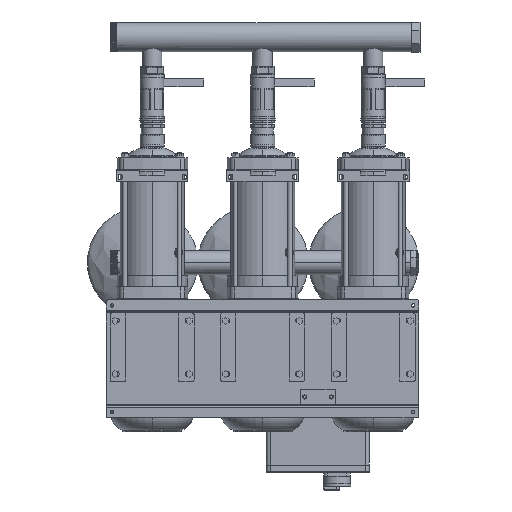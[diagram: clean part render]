
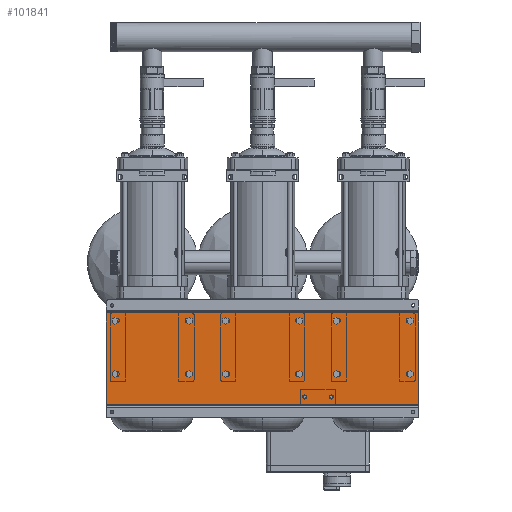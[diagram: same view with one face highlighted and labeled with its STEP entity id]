
A CAD part, front view. The second image highlights one B-rep face of the part: STEP entity #101841.
In plain terms, the highlighted planar face has unit normal (0, -1, 0).
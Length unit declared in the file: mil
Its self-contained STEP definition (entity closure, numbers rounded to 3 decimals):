
#5037 = DIRECTION ( 'NONE',  ( -1., 0., 0. ) ) ;
#11853 = EDGE_CURVE ( 'NONE', #98001, #74205, #28699, .T. ) ;
#12963 = CARTESIAN_POINT ( 'NONE',  ( 16141.732, 2165.354, -4724.409 ) ) ;
#13553 = EDGE_LOOP ( 'NONE', ( #68341, #73638, #21216, #59409 ) ) ;
#13954 = CARTESIAN_POINT ( 'NONE',  ( 16141.732, 2165.354, 4724.409 ) ) ;
#14822 = DIRECTION ( 'NONE',  ( 0., 1., 0. ) ) ;
#16908 = FACE_OUTER_BOUND ( 'NONE', #13553, .T. ) ;
#19495 = VECTOR ( 'NONE', #27910, 39370.079 ) ;
#20138 = VECTOR ( 'NONE', #5037, 39370.079 ) ;
#20325 = EDGE_CURVE ( 'NONE', #74205, #76107, #20369, .T. ) ;
#20369 = LINE ( 'NONE', #12963, #20138 ) ;
#21216 = ORIENTED_EDGE ( 'NONE', *, *, #11853, .F. ) ;
#23771 = PLANE ( 'NONE',  #27920 ) ;
#27910 = DIRECTION ( 'NONE',  ( 0., 0., -1. ) ) ;
#27920 = AXIS2_PLACEMENT_3D ( 'NONE', #88259, #14822, #40170 ) ;
#28699 = LINE ( 'NONE', #93180, #93240 ) ;
#36450 = CARTESIAN_POINT ( 'NONE',  ( -16141.732, 2165.354, 4724.409 ) ) ;
#40170 = DIRECTION ( 'NONE',  ( 1., 0., 0. ) ) ;
#43250 = LINE ( 'NONE', #59621, #19495 ) ;
#53013 = DIRECTION ( 'NONE',  ( 0., 0., -1. ) ) ;
#59409 = ORIENTED_EDGE ( 'NONE', *, *, #84169, .T. ) ;
#59621 = CARTESIAN_POINT ( 'NONE',  ( -16141.732, 2165.354, -4724.409 ) ) ;
#59808 = LINE ( 'NONE', #76699, #65032 ) ;
#62132 = EDGE_CURVE ( 'NONE', #79601, #76107, #43250, .T. ) ;
#63527 = CARTESIAN_POINT ( 'NONE',  ( 16141.732, 2165.354, -4724.409 ) ) ;
#65032 = VECTOR ( 'NONE', #101021, 39370.079 ) ;
#68341 = ORIENTED_EDGE ( 'NONE', *, *, #62132, .T. ) ;
#73638 = ORIENTED_EDGE ( 'NONE', *, *, #20325, .F. ) ;
#74205 = VERTEX_POINT ( 'NONE', #63527 ) ;
#76107 = VERTEX_POINT ( 'NONE', #79058 ) ;
#76699 = CARTESIAN_POINT ( 'NONE',  ( 16141.732, 2165.354, 4724.409 ) ) ;
#79058 = CARTESIAN_POINT ( 'NONE',  ( -16141.732, 2165.354, -4724.409 ) ) ;
#79601 = VERTEX_POINT ( 'NONE', #36450 ) ;
#84169 = EDGE_CURVE ( 'NONE', #98001, #79601, #59808, .T. ) ;
#88259 = CARTESIAN_POINT ( 'NONE',  ( 16141.732, 2165.354, -4724.409 ) ) ;
#93180 = CARTESIAN_POINT ( 'NONE',  ( 16141.732, 2165.354, 4724.409 ) ) ;
#93240 = VECTOR ( 'NONE', #53013, 39370.079 ) ;
#98001 = VERTEX_POINT ( 'NONE', #13954 ) ;
#101021 = DIRECTION ( 'NONE',  ( -1., 0., 0. ) ) ;
#101841 = ADVANCED_FACE ( 'NONE', ( #16908 ), #23771, .F. ) ;
